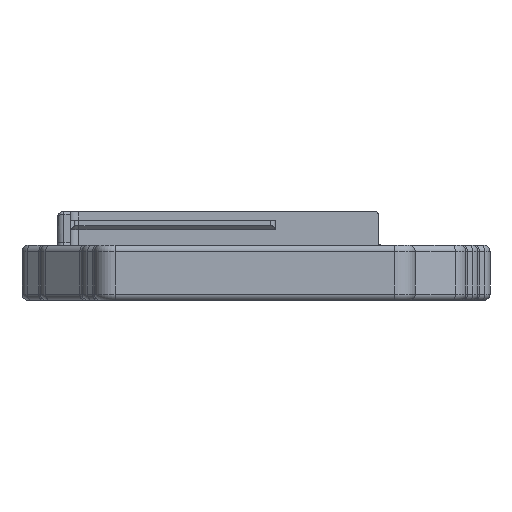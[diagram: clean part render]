
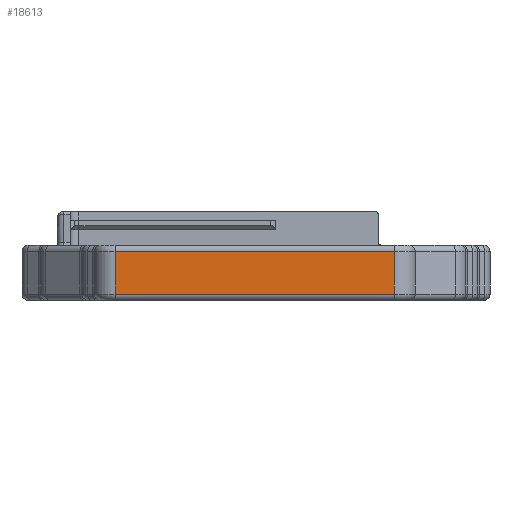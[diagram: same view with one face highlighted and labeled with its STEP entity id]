
A CAD part, left-side view. The second image highlights one B-rep face of the part: STEP entity #18613.
In plain terms, the highlighted planar face has unit normal (-1, 0, 0).
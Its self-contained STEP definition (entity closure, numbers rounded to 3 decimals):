
#516=PLANE('',#20222);
#1231=FACE_OUTER_BOUND('',#2335,.T.);
#2335=EDGE_LOOP('',(#14771,#14772,#14773,#14774));
#2950=LINE('',#27419,#4598);
#2972=LINE('',#27548,#4620);
#3064=LINE('',#27988,#4712);
#3747=LINE('',#30509,#5395);
#4598=VECTOR('',#21487,10.);
#4620=VECTOR('',#21639,10.);
#4712=VECTOR('',#22029,10.);
#5395=VECTOR('',#24276,10.);
#7409=VERTEX_POINT('',#27409);
#7411=VERTEX_POINT('',#27415);
#7454=VERTEX_POINT('',#27546);
#7591=VERTEX_POINT('',#27979);
#9232=EDGE_CURVE('',#7409,#7411,#2950,.T.);
#9297=EDGE_CURVE('',#7409,#7454,#2972,.T.);
#9488=EDGE_CURVE('',#7591,#7454,#3064,.T.);
#10560=EDGE_CURVE('',#7411,#7591,#3747,.T.);
#14771=ORIENTED_EDGE('',*,*,#9232,.F.);
#14772=ORIENTED_EDGE('',*,*,#9297,.T.);
#14773=ORIENTED_EDGE('',*,*,#9488,.F.);
#14774=ORIENTED_EDGE('',*,*,#10560,.F.);
#18613=ADVANCED_FACE('',(#1231),#516,.T.);
#20222=AXIS2_PLACEMENT_3D('',#30508,#24274,#24275);
#21487=DIRECTION('',(0.,1.,0.));
#21639=DIRECTION('',(0.,0.,1.));
#22029=DIRECTION('',(0.,-1.,0.));
#24274=DIRECTION('center_axis',(-1.,0.,0.));
#24275=DIRECTION('ref_axis',(0.,-1.,0.));
#24276=DIRECTION('',(0.,0.,1.));
#27409=CARTESIAN_POINT('',(-142.2,16.193,1.2));
#27415=CARTESIAN_POINT('',(-142.2,69.593,1.2));
#27419=CARTESIAN_POINT('',(-142.2,56.118,1.2));
#27546=CARTESIAN_POINT('',(-142.2,16.193,9.4));
#27548=CARTESIAN_POINT('',(-142.2,16.193,0.));
#27979=CARTESIAN_POINT('',(-142.2,69.593,9.4));
#27988=CARTESIAN_POINT('',(-142.2,56.118,9.4));
#30508=CARTESIAN_POINT('Origin',(-142.2,69.593,0.));
#30509=CARTESIAN_POINT('',(-142.2,69.593,0.));
